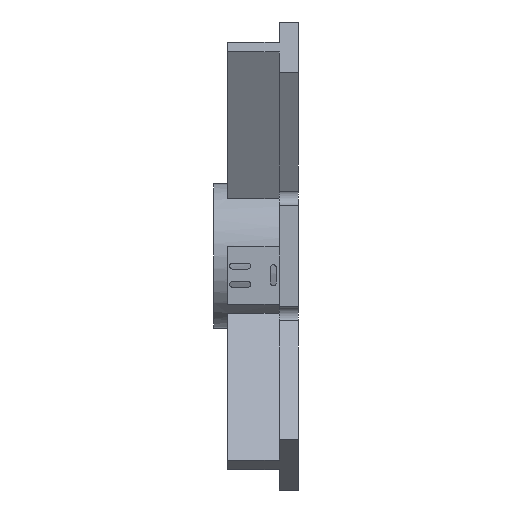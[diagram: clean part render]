
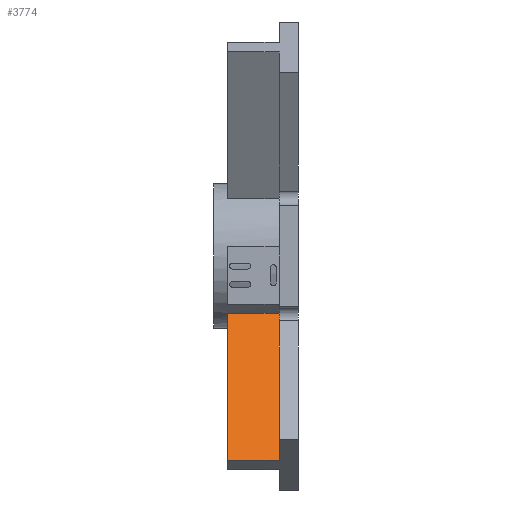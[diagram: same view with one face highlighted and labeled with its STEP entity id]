
A CAD part, left-side view. The second image highlights one B-rep face of the part: STEP entity #3774.
In plain terms, the highlighted planar face has unit normal (-0.866, 0, 0.5).
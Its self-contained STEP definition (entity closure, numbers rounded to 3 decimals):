
#68 = ORIENTED_EDGE ( 'NONE', *, *, #1857, .T. ) ;
#164 = VECTOR ( 'NONE', #3173, 1000. ) ;
#185 = CARTESIAN_POINT ( 'NONE',  ( -66.83, 36.7, -105.753 ) ) ;
#327 = FACE_OUTER_BOUND ( 'NONE', #884, .T. ) ;
#397 = ORIENTED_EDGE ( 'NONE', *, *, #2426, .T. ) ;
#413 = AXIS2_PLACEMENT_3D ( 'NONE', #1277, #2231, #4057 ) ;
#501 = LINE ( 'NONE', #185, #2325 ) ;
#641 = CARTESIAN_POINT ( 'NONE',  ( -66.83, 10., -105.753 ) ) ;
#803 = DIRECTION ( 'NONE',  ( 0., -1., 0. ) ) ;
#882 = EDGE_CURVE ( 'NONE', #1583, #3381, #501, .T. ) ;
#884 = EDGE_LOOP ( 'NONE', ( #1550, #68, #397, #2425 ) ) ;
#1040 = EDGE_CURVE ( 'NONE', #3381, #1348, #1503, .T. ) ;
#1277 = CARTESIAN_POINT ( 'NONE',  ( -66.83, 133.325, -105.753 ) ) ;
#1348 = VERTEX_POINT ( 'NONE', #2948 ) ;
#1446 = VECTOR ( 'NONE', #1544, 1000. ) ;
#1503 = LINE ( 'NONE', #3379, #3193 ) ;
#1544 = DIRECTION ( 'NONE',  ( 0., -1., 0. ) ) ;
#1550 = ORIENTED_EDGE ( 'NONE', *, *, #882, .F. ) ;
#1583 = VERTEX_POINT ( 'NONE', #2895 ) ;
#1607 = DIRECTION ( 'NONE',  ( 0.5, 0., 0.866 ) ) ;
#1857 = EDGE_CURVE ( 'NONE', #1583, #3415, #4020, .T. ) ;
#2231 = DIRECTION ( 'NONE',  ( 0.866, 0., -0.5 ) ) ;
#2325 = VECTOR ( 'NONE', #1607, 1000. ) ;
#2405 = CARTESIAN_POINT ( 'NONE',  ( -66.83, 10., -105.753 ) ) ;
#2425 = ORIENTED_EDGE ( 'NONE', *, *, #1040, .F. ) ;
#2426 = EDGE_CURVE ( 'NONE', #3415, #1348, #3452, .T. ) ;
#2741 = CARTESIAN_POINT ( 'NONE',  ( -22.913, 36.7, -29.686 ) ) ;
#2895 = CARTESIAN_POINT ( 'NONE',  ( -66.83, 36.7, -105.753 ) ) ;
#2948 = CARTESIAN_POINT ( 'NONE',  ( -22.913, 10., -29.686 ) ) ;
#3102 = CARTESIAN_POINT ( 'NONE',  ( -66.83, 133.325, -105.753 ) ) ;
#3173 = DIRECTION ( 'NONE',  ( 0.5, 0., 0.866 ) ) ;
#3176 = PLANE ( 'NONE',  #413 ) ;
#3193 = VECTOR ( 'NONE', #803, 1000. ) ;
#3379 = CARTESIAN_POINT ( 'NONE',  ( -22.913, 133.325, -29.686 ) ) ;
#3381 = VERTEX_POINT ( 'NONE', #2741 ) ;
#3415 = VERTEX_POINT ( 'NONE', #2405 ) ;
#3452 = LINE ( 'NONE', #641, #164 ) ;
#3774 = ADVANCED_FACE ( 'NONE', ( #327 ), #3176, .F. ) ;
#4020 = LINE ( 'NONE', #3102, #1446 ) ;
#4057 = DIRECTION ( 'NONE',  ( -0.5, 0., -0.866 ) ) ;
